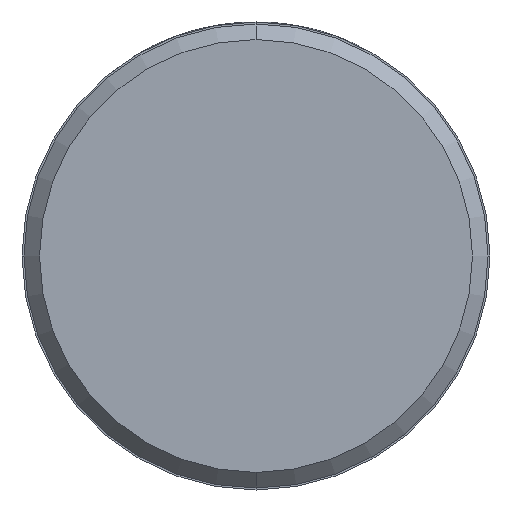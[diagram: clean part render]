
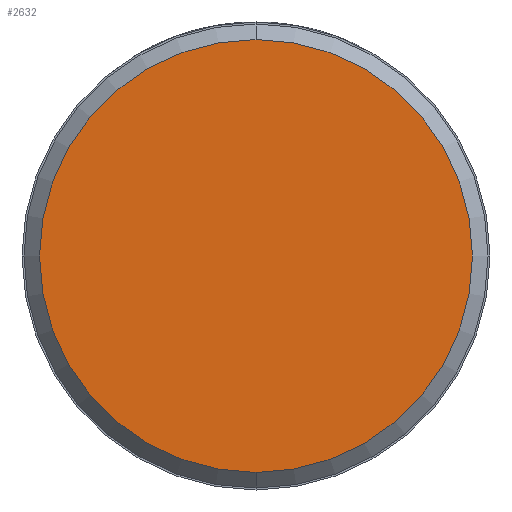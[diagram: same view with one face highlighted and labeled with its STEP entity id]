
A CAD part, front view. The second image highlights one B-rep face of the part: STEP entity #2632.
In plain terms, the highlighted planar face has unit normal (0, -1, 0).
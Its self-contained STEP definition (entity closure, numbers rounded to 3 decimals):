
#48 = CARTESIAN_POINT ( 'NONE',  ( 0., 0., 0. ) ) ;
#114 = PLANE ( 'NONE',  #3011 ) ;
#284 = EDGE_LOOP ( 'NONE', ( #1663, #2063 ) ) ;
#294 = DIRECTION ( 'NONE',  ( 0., -1., 0. ) ) ;
#349 = CIRCLE ( 'NONE', #875, 27.75 ) ;
#650 = DIRECTION ( 'NONE',  ( 0., -1., 0. ) ) ;
#875 = AXIS2_PLACEMENT_3D ( 'NONE', #2580, #650, #1410 ) ;
#907 = EDGE_CURVE ( 'NONE', #1395, #1729, #1835, .T. ) ;
#991 = FACE_OUTER_BOUND ( 'NONE', #284, .T. ) ;
#1291 = DIRECTION ( 'NONE',  ( 0., 0., 1. ) ) ;
#1394 = DIRECTION ( 'NONE',  ( 0., 0., 1. ) ) ;
#1395 = VERTEX_POINT ( 'NONE', #2680 ) ;
#1410 = DIRECTION ( 'NONE',  ( 0., 0., 1. ) ) ;
#1649 = AXIS2_PLACEMENT_3D ( 'NONE', #48, #294, #1291 ) ;
#1663 = ORIENTED_EDGE ( 'NONE', *, *, #2775, .T. ) ;
#1729 = VERTEX_POINT ( 'NONE', #2119 ) ;
#1835 = CIRCLE ( 'NONE', #1649, 27.75 ) ;
#2063 = ORIENTED_EDGE ( 'NONE', *, *, #907, .T. ) ;
#2119 = CARTESIAN_POINT ( 'NONE',  ( 0., 0., 27.75 ) ) ;
#2529 = CARTESIAN_POINT ( 'NONE',  ( 0., 0., 0. ) ) ;
#2580 = CARTESIAN_POINT ( 'NONE',  ( 0., 0., 0. ) ) ;
#2632 = ADVANCED_FACE ( 'NONE', ( #991 ), #114, .F. ) ;
#2680 = CARTESIAN_POINT ( 'NONE',  ( 0., 0., -27.75 ) ) ;
#2775 = EDGE_CURVE ( 'NONE', #1729, #1395, #349, .T. ) ;
#3011 = AXIS2_PLACEMENT_3D ( 'NONE', #2529, #3030, #1394 ) ;
#3030 = DIRECTION ( 'NONE',  ( 0., 1., 0. ) ) ;
